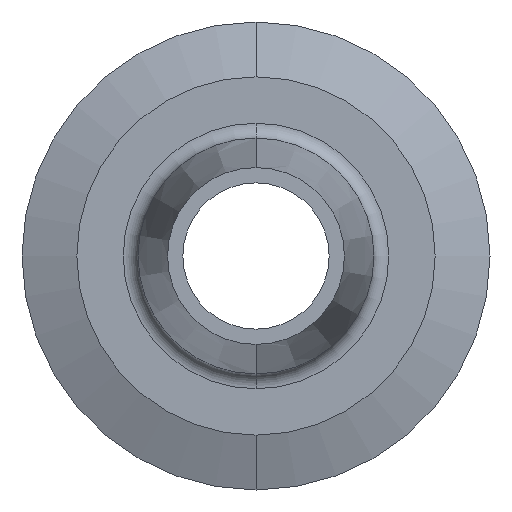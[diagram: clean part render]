
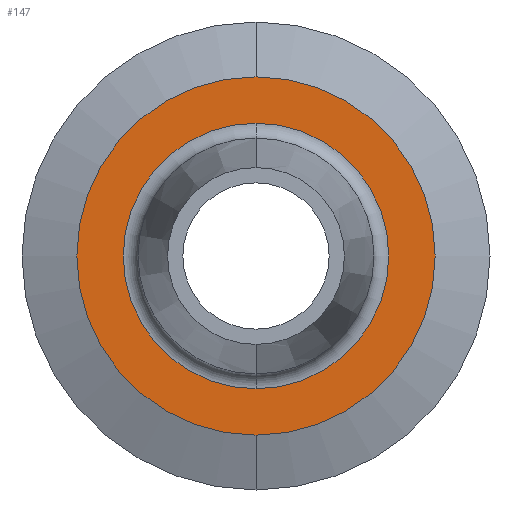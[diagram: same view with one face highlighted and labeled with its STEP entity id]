
A CAD part, front view. The second image highlights one B-rep face of the part: STEP entity #147.
In plain terms, the highlighted planar face has unit normal (0, -1, 0).
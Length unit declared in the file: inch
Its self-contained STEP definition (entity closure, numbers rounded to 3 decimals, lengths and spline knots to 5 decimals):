
#17 = FACE_OUTER_BOUND ( 'NONE', #27, .T. ) ;
#19 = CARTESIAN_POINT ( 'NONE',  ( 0., 0., 0. ) ) ;
#20 = CARTESIAN_POINT ( 'NONE',  ( 0., 0., 0.75956 ) ) ;
#25 = DIRECTION ( 'NONE',  ( 0., 0., 1. ) ) ;
#27 = EDGE_LOOP ( 'NONE', ( #573, #588 ) ) ;
#32 = CARTESIAN_POINT ( 'NONE',  ( 0.48228, 0., 0. ) ) ;
#120 = CARTESIAN_POINT ( 'NONE',  ( 0., 0., 0. ) ) ;
#125 = DIRECTION ( 'NONE',  ( 0., 1., 0. ) ) ;
#147 = ADVANCED_FACE ( 'NONE', ( #607, #17 ), #301, .F. ) ;
#155 = CIRCLE ( 'NONE', #619, 0.56299 ) ;
#171 = EDGE_LOOP ( 'NONE', ( #972, #214 ) ) ;
#181 = AXIS2_PLACEMENT_3D ( 'NONE', #1104, #1100, #932 ) ;
#182 = EDGE_CURVE ( 'NONE', #299, #691, #155, .T. ) ;
#187 = VERTEX_POINT ( 'NONE', #20 ) ;
#214 = ORIENTED_EDGE ( 'NONE', *, *, #350, .T. ) ;
#261 = CARTESIAN_POINT ( 'NONE',  ( 0., 0., 0. ) ) ;
#290 = DIRECTION ( 'NONE',  ( 0., 0., 1. ) ) ;
#299 = VERTEX_POINT ( 'NONE', #584 ) ;
#301 = PLANE ( 'NONE',  #502 ) ;
#347 = CIRCLE ( 'NONE', #648, 0.56299 ) ;
#350 = EDGE_CURVE ( 'NONE', #691, #299, #347, .T. ) ;
#355 = CIRCLE ( 'NONE', #950, 0.75956 ) ;
#465 = DIRECTION ( 'NONE',  ( 0., 1., 0. ) ) ;
#502 = AXIS2_PLACEMENT_3D ( 'NONE', #32, #125, #25 ) ;
#520 = DIRECTION ( 'NONE',  ( 0., 0., 1. ) ) ;
#562 = CARTESIAN_POINT ( 'NONE',  ( 0., 0., -0.75956 ) ) ;
#573 = ORIENTED_EDGE ( 'NONE', *, *, #713, .F. ) ;
#584 = CARTESIAN_POINT ( 'NONE',  ( 0., 0., 0.56299 ) ) ;
#588 = ORIENTED_EDGE ( 'NONE', *, *, #948, .F. ) ;
#604 = DIRECTION ( 'NONE',  ( 0., 1., 0. ) ) ;
#607 = FACE_BOUND ( 'NONE', #171, .T. ) ;
#619 = AXIS2_PLACEMENT_3D ( 'NONE', #120, #967, #645 ) ;
#645 = DIRECTION ( 'NONE',  ( 0., 0., 1. ) ) ;
#648 = AXIS2_PLACEMENT_3D ( 'NONE', #261, #604, #520 ) ;
#691 = VERTEX_POINT ( 'NONE', #990 ) ;
#713 = EDGE_CURVE ( 'NONE', #187, #971, #742, .T. ) ;
#742 = CIRCLE ( 'NONE', #181, 0.75956 ) ;
#932 = DIRECTION ( 'NONE',  ( 0., 0., 1. ) ) ;
#948 = EDGE_CURVE ( 'NONE', #971, #187, #355, .T. ) ;
#950 = AXIS2_PLACEMENT_3D ( 'NONE', #19, #465, #290 ) ;
#967 = DIRECTION ( 'NONE',  ( 0., 1., 0. ) ) ;
#971 = VERTEX_POINT ( 'NONE', #562 ) ;
#972 = ORIENTED_EDGE ( 'NONE', *, *, #182, .T. ) ;
#990 = CARTESIAN_POINT ( 'NONE',  ( 0., 0., -0.56299 ) ) ;
#1100 = DIRECTION ( 'NONE',  ( 0., 1., 0. ) ) ;
#1104 = CARTESIAN_POINT ( 'NONE',  ( 0., 0., 0. ) ) ;
